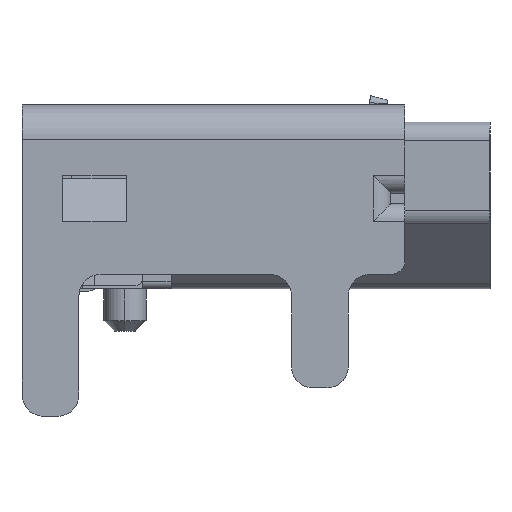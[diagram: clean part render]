
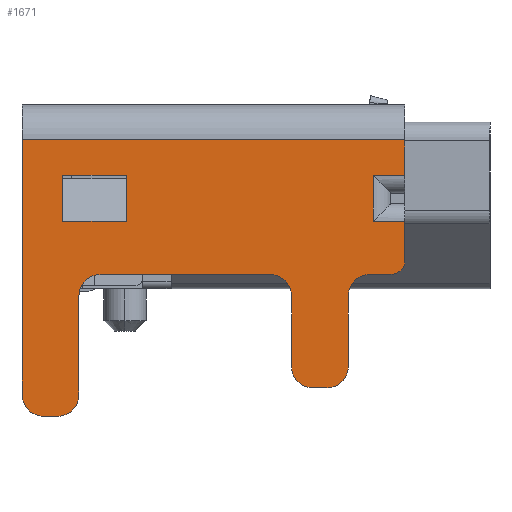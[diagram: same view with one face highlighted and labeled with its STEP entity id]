
A CAD part, left-side view. The second image highlights one B-rep face of the part: STEP entity #1671.
In plain terms, the highlighted planar face has unit normal (-1, 0, 0).
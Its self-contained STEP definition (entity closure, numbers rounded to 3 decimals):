
#1671=ADVANCED_FACE('',(#3453,#3454),#3455,.F.);
#3453=FACE_OUTER_BOUND('',#5651,.T.);
#3454=FACE_BOUND('',#5652,.T.);
#3455=PLANE('',#5653);
#5651=EDGE_LOOP('',(#10975,#10976,#10977,#10978,#10979,#10980,#10981,#10982,#10983,#10984,#10985,#10986,#10987,#10988,#10989,#10990,#10991,#10992,#10993,#10994,#10995,#10996));
#5652=EDGE_LOOP('',(#10997,#10998,#10999,#11000));
#5653=AXIS2_PLACEMENT_3D('',#11001,#11002,#11003);
#10975=ORIENTED_EDGE('',*,*,#13870,.T.);
#10976=ORIENTED_EDGE('',*,*,#13871,.T.);
#10977=ORIENTED_EDGE('',*,*,#13872,.T.);
#10978=ORIENTED_EDGE('',*,*,#13873,.T.);
#10979=ORIENTED_EDGE('',*,*,#13874,.T.);
#10980=ORIENTED_EDGE('',*,*,#13875,.T.);
#10981=ORIENTED_EDGE('',*,*,#13876,.T.);
#10982=ORIENTED_EDGE('',*,*,#13868,.F.);
#10983=ORIENTED_EDGE('',*,*,#13877,.F.);
#10984=ORIENTED_EDGE('',*,*,#13878,.T.);
#10985=ORIENTED_EDGE('',*,*,#13879,.F.);
#10986=ORIENTED_EDGE('',*,*,#13880,.T.);
#10987=ORIENTED_EDGE('',*,*,#13881,.F.);
#10988=ORIENTED_EDGE('',*,*,#13882,.T.);
#10989=ORIENTED_EDGE('',*,*,#13883,.T.);
#10990=ORIENTED_EDGE('',*,*,#13884,.T.);
#10991=ORIENTED_EDGE('',*,*,#13885,.T.);
#10992=ORIENTED_EDGE('',*,*,#13886,.T.);
#10993=ORIENTED_EDGE('',*,*,#13887,.T.);
#10994=ORIENTED_EDGE('',*,*,#13888,.T.);
#10995=ORIENTED_EDGE('',*,*,#13889,.T.);
#10996=ORIENTED_EDGE('',*,*,#13890,.T.);
#10997=ORIENTED_EDGE('',*,*,#13891,.T.);
#10998=ORIENTED_EDGE('',*,*,#13892,.T.);
#10999=ORIENTED_EDGE('',*,*,#13893,.T.);
#11000=ORIENTED_EDGE('',*,*,#13894,.T.);
#11001=CARTESIAN_POINT('',(-4.,1.25,-0.85));
#11002=DIRECTION('',(1.0,0.0,0.0));
#11003=DIRECTION('',(0.0,1.0,0.0));
#13868=EDGE_CURVE('',#17293,#17291,#17295,.T.);
#13870=EDGE_CURVE('',#17297,#17298,#17299,.T.);
#13871=EDGE_CURVE('',#17298,#17300,#17301,.F.);
#13872=EDGE_CURVE('',#17300,#17302,#17303,.T.);
#13873=EDGE_CURVE('',#17302,#17304,#17305,.T.);
#13874=EDGE_CURVE('',#17304,#17306,#17307,.T.);
#13875=EDGE_CURVE('',#17306,#17308,#17309,.T.);
#13876=EDGE_CURVE('',#17308,#17291,#17310,.T.);
#13877=EDGE_CURVE('',#17311,#17293,#17312,.T.);
#13878=EDGE_CURVE('',#17311,#17313,#17314,.F.);
#13879=EDGE_CURVE('',#17315,#17313,#17316,.T.);
#13880=EDGE_CURVE('',#17315,#17317,#17318,.F.);
#13881=EDGE_CURVE('',#17319,#17317,#17320,.T.);
#13882=EDGE_CURVE('',#17319,#17321,#17322,.T.);
#13883=EDGE_CURVE('',#17321,#17323,#17324,.T.);
#13884=EDGE_CURVE('',#17323,#17325,#17326,.T.);
#13885=EDGE_CURVE('',#17325,#17327,#17328,.T.);
#13886=EDGE_CURVE('',#17327,#17329,#17330,.F.);
#13887=EDGE_CURVE('',#17329,#17331,#17332,.T.);
#13888=EDGE_CURVE('',#17331,#17333,#17334,.F.);
#13889=EDGE_CURVE('',#17333,#17335,#17336,.T.);
#13890=EDGE_CURVE('',#17335,#17297,#17337,.T.);
#13891=EDGE_CURVE('',#17338,#17339,#17340,.T.);
#13892=EDGE_CURVE('',#17339,#17341,#17342,.T.);
#13893=EDGE_CURVE('',#17341,#17343,#17344,.T.);
#13894=EDGE_CURVE('',#17343,#17338,#17345,.T.);
#17291=VERTEX_POINT('',#22333);
#17293=VERTEX_POINT('',#22335);
#17295=LINE('',#22337,#22338);
#17297=VERTEX_POINT('',#22340);
#17298=VERTEX_POINT('',#22341);
#17299=LINE('',#22342,#22343);
#17300=VERTEX_POINT('',#22344);
#17301=CIRCLE('',#22345,0.2);
#17302=VERTEX_POINT('',#22346);
#17303=LINE('',#22347,#22348);
#17304=VERTEX_POINT('',#22349);
#17305=LINE('',#22350,#22351);
#17306=VERTEX_POINT('',#22352);
#17307=LINE('',#22353,#22354);
#17308=VERTEX_POINT('',#22355);
#17309=LINE('',#22356,#22357);
#17310=LINE('',#22358,#22359);
#17311=VERTEX_POINT('',#22360);
#17312=LINE('',#22361,#22362);
#17313=VERTEX_POINT('',#22363);
#17314=CIRCLE('',#22364,0.3);
#17315=VERTEX_POINT('',#22365);
#17316=LINE('',#22366,#22367);
#17317=VERTEX_POINT('',#22368);
#17318=CIRCLE('',#22369,0.3);
#17319=VERTEX_POINT('',#22370);
#17320=LINE('',#22371,#22372);
#17321=VERTEX_POINT('',#22373);
#17322=CIRCLE('',#22374,0.3);
#17323=VERTEX_POINT('',#22375);
#17324=LINE('',#22376,#22377);
#17325=VERTEX_POINT('',#22378);
#17326=CIRCLE('',#22379,0.3);
#17327=VERTEX_POINT('',#22380);
#17328=LINE('',#22381,#22382);
#17329=VERTEX_POINT('',#22383);
#17330=CIRCLE('',#22384,0.3);
#17331=VERTEX_POINT('',#22385);
#17332=LINE('',#22386,#22387);
#17333=VERTEX_POINT('',#22388);
#17334=CIRCLE('',#22389,0.3);
#17335=VERTEX_POINT('',#22390);
#17336=LINE('',#22391,#22392);
#17337=CIRCLE('',#22393,0.3);
#17338=VERTEX_POINT('',#22394);
#17339=VERTEX_POINT('',#22395);
#17340=LINE('',#22396,#22397);
#17341=VERTEX_POINT('',#22398);
#17342=LINE('',#22399,#22400);
#17343=VERTEX_POINT('',#22401);
#17344=LINE('',#22402,#22403);
#17345=LINE('',#22404,#22405);
#22333=CARTESIAN_POINT('',(-4.,-4.15,1.05));
#22335=CARTESIAN_POINT('',(-4.,1.25,1.05));
#22337=CARTESIAN_POINT('',(-4.,1.25,1.05));
#22338=VECTOR('',#25026,1000.0);
#22340=CARTESIAN_POINT('',(-4.,-3.65,-0.85));
#22341=CARTESIAN_POINT('',(-4.,-3.95,-0.85));
#22342=CARTESIAN_POINT('',(-4.,1.25,-0.85));
#22343=VECTOR('',#25027,1000.0);
#22344=CARTESIAN_POINT('',(-4.,-4.15,-0.65));
#22345=AXIS2_PLACEMENT_3D('',#25028,#25029,#25030);
#22346=CARTESIAN_POINT('',(-4.,-4.15,-0.097));
#22347=CARTESIAN_POINT('',(-4.,-4.15,-0.85));
#22348=VECTOR('',#25031,1000.0);
#22349=CARTESIAN_POINT('',(-4.,-3.705,-0.097));
#22350=CARTESIAN_POINT('',(-4.,1.25,-0.097));
#22351=VECTOR('',#25032,1000.0);
#22352=CARTESIAN_POINT('',(-4.,-3.705,0.545));
#22353=CARTESIAN_POINT('',(-4.,-3.705,-0.85));
#22354=VECTOR('',#25033,1000.0);
#22355=CARTESIAN_POINT('',(-4.,-4.15,0.545));
#22356=CARTESIAN_POINT('',(-4.,1.25,0.545));
#22357=VECTOR('',#25034,1000.0);
#22358=CARTESIAN_POINT('',(-4.,-4.15,-0.85));
#22359=VECTOR('',#25035,1000.0);
#22360=CARTESIAN_POINT('',(-4.,1.25,-2.55));
#22361=CARTESIAN_POINT('',(-4.,1.25,-0.85));
#22362=VECTOR('',#25036,1000.0);
#22363=CARTESIAN_POINT('',(-4.,0.95,-2.85));
#22364=AXIS2_PLACEMENT_3D('',#25037,#25038,#25039);
#22365=CARTESIAN_POINT('',(-4.,0.75,-2.85));
#22366=CARTESIAN_POINT('',(-4.,0.45,-2.85));
#22367=VECTOR('',#25040,1000.0);
#22368=CARTESIAN_POINT('',(-4.,0.45,-2.55));
#22369=AXIS2_PLACEMENT_3D('',#25041,#25042,#25043);
#22370=CARTESIAN_POINT('',(-4.,0.45,-1.15));
#22371=CARTESIAN_POINT('',(-4.,0.45,-0.85));
#22372=VECTOR('',#25044,1000.0);
#22373=CARTESIAN_POINT('',(-4.,0.15,-0.85));
#22374=AXIS2_PLACEMENT_3D('',#25045,#25046,#25047);
#22375=CARTESIAN_POINT('',(-4.,-2.25,-0.85));
#22376=CARTESIAN_POINT('',(-4.,1.25,-0.85));
#22377=VECTOR('',#25048,1000.0);
#22378=CARTESIAN_POINT('',(-4.,-2.55,-1.15));
#22379=AXIS2_PLACEMENT_3D('',#25049,#25050,#25051);
#22380=CARTESIAN_POINT('',(-4.,-2.55,-2.15));
#22381=CARTESIAN_POINT('',(-4.,-2.55,-0.85));
#22382=VECTOR('',#25052,1000.0);
#22383=CARTESIAN_POINT('',(-4.,-2.85,-2.45));
#22384=AXIS2_PLACEMENT_3D('',#25053,#25054,#25055);
#22385=CARTESIAN_POINT('',(-4.,-3.05,-2.45));
#22386=CARTESIAN_POINT('',(-4.,-2.55,-2.45));
#22387=VECTOR('',#25056,1000.0);
#22388=CARTESIAN_POINT('',(-4.,-3.35,-2.15));
#22389=AXIS2_PLACEMENT_3D('',#25057,#25058,#25059);
#22390=CARTESIAN_POINT('',(-4.,-3.35,-1.15));
#22391=CARTESIAN_POINT('',(-4.,-3.35,-2.45));
#22392=VECTOR('',#25060,1000.0);
#22393=AXIS2_PLACEMENT_3D('',#25061,#25062,#25063);
#22394=CARTESIAN_POINT('',(-4.,-0.22,-0.102));
#22395=CARTESIAN_POINT('',(-4.,0.68,-0.102));
#22396=CARTESIAN_POINT('',(-4.,-0.22,-0.102));
#22397=VECTOR('',#25064,1000.0);
#22398=CARTESIAN_POINT('',(-4.,0.68,0.55));
#22399=CARTESIAN_POINT('',(-4.,0.68,-0.15));
#22400=VECTOR('',#25065,1000.0);
#22401=CARTESIAN_POINT('',(-4.,-0.22,0.55));
#22402=CARTESIAN_POINT('',(-4.,0.68,0.55));
#22403=VECTOR('',#25066,1000.0);
#22404=CARTESIAN_POINT('',(-4.,-0.22,0.55));
#22405=VECTOR('',#25067,1000.0);
#25026=DIRECTION('',(0.0,-1.0,0.0));
#25027=DIRECTION('',(0.0,-1.0,0.0));
#25028=CARTESIAN_POINT('',(-4.,-3.95,-0.65));
#25029=DIRECTION('',(1.0,0.0,0.0));
#25030=DIRECTION('',(0.0,0.0,-1.0));
#25031=DIRECTION('',(0.0,0.0,1.0));
#25032=DIRECTION('',(0.0,1.0,0.0));
#25033=DIRECTION('',(0.0,0.0,1.0));
#25034=DIRECTION('',(0.0,-1.0,0.0));
#25035=DIRECTION('',(0.0,0.0,1.0));
#25036=DIRECTION('',(0.0,0.0,1.0));
#25037=CARTESIAN_POINT('',(-4.,0.95,-2.55));
#25038=DIRECTION('',(1.0,0.0,0.0));
#25039=DIRECTION('',(0.0,0.0,-1.0));
#25040=DIRECTION('',(0.0,1.0,0.0));
#25041=CARTESIAN_POINT('',(-4.,0.75,-2.55));
#25042=DIRECTION('',(1.0,0.0,0.0));
#25043=DIRECTION('',(0.0,0.0,-1.0));
#25044=DIRECTION('',(0.0,0.0,-1.0));
#25045=CARTESIAN_POINT('',(-4.,0.15,-1.15));
#25046=DIRECTION('',(1.0,0.0,0.0));
#25047=DIRECTION('',(0.0,0.0,-1.0));
#25048=DIRECTION('',(0.0,-1.0,0.0));
#25049=CARTESIAN_POINT('',(-4.,-2.25,-1.15));
#25050=DIRECTION('',(1.0,0.0,0.0));
#25051=DIRECTION('',(0.0,0.0,-1.0));
#25052=DIRECTION('',(0.0,0.,-1.0));
#25053=CARTESIAN_POINT('',(-4.,-2.85,-2.15));
#25054=DIRECTION('',(1.0,0.0,0.0));
#25055=DIRECTION('',(0.0,0.0,-1.0));
#25056=DIRECTION('',(0.0,-1.0,0.0));
#25057=CARTESIAN_POINT('',(-4.,-3.05,-2.15));
#25058=DIRECTION('',(1.0,0.0,0.0));
#25059=DIRECTION('',(0.0,0.0,-1.0));
#25060=DIRECTION('',(0.0,0.,1.0));
#25061=CARTESIAN_POINT('',(-4.,-3.65,-1.15));
#25062=DIRECTION('',(1.0,0.0,0.0));
#25063=DIRECTION('',(0.0,0.0,-1.0));
#25064=DIRECTION('',(0.0,1.0,0.));
#25065=DIRECTION('',(0.0,0.0,1.0));
#25066=DIRECTION('',(0.0,-1.0,0.0));
#25067=DIRECTION('',(0.0,0.0,-1.0));
